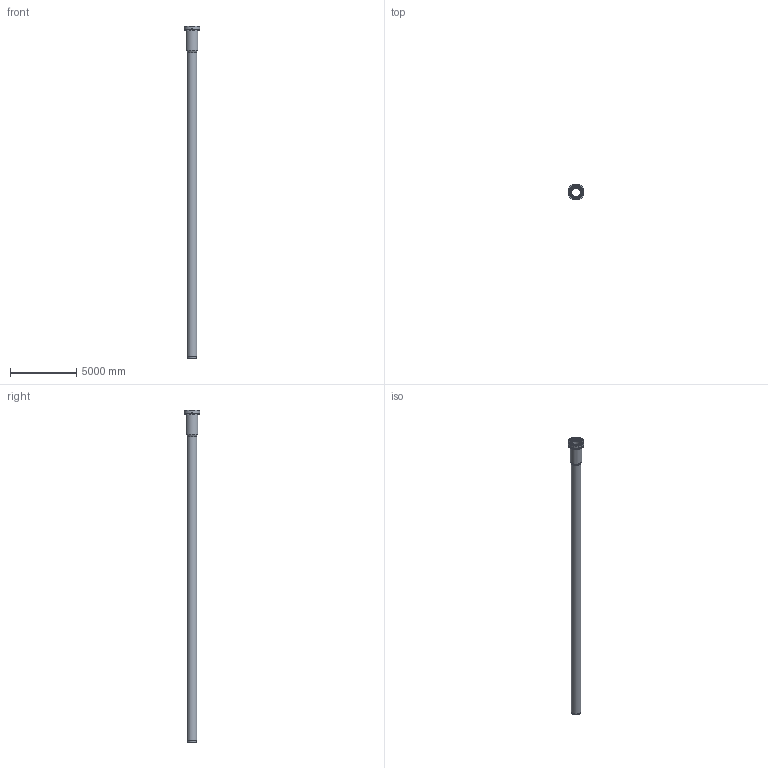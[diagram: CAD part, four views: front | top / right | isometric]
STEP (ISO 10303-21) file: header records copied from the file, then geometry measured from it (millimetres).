
FILE_DESCRIPTION(/* description */ (''),/* implementation_level */ '2;1');
FILE_NAME(/* name */ '16721.070X_3D.stp',/* time_stamp */ '2024-12-12T07:37:40+01:00',/* author */ ('CAD'),/* organization */ (''),/* preprocessor_version */ 'ST-DEVELOPER v20',/* originating_system */ 'AutoCAD Mechanical',/* authorisation */ '');
FILE_SCHEMA (('AUTOMOTIVE_DESIGN { 1 0 10303 214 3 1 1 }'));
Length unit declared in the file: centimetre
Products named in the file (2): Product; *S0
Assembly tree (1 placements, depth 2):
  Product
    *S0
Bounding box: 1200 x 1200 x 25000 mm (x, y, z)
Volume: 1037251938.3 mm3; surface area: 119317948.5 mm2
Topology: 4 solids, 4 shells, 296 faces, 774 edges, 502 vertices
Faces by surface type: cylinder 133, plane 107, torus 31, cone 25
Full cylindrical faces by diameter (mm): 698 x1, 730 x1, 858 x1, 890 x1, 900 x1, 990 x1, 995 x1, 1200 x2
Entity records: 10241 total; most frequent: CARTESIAN_POINT 2695, DIRECTION 1663, ORIENTED_EDGE 1546, EDGE_CURVE 773, AXIS2_PLACEMENT_3D 654, VERTEX_POINT 500, LINE 355, VECTOR 355
